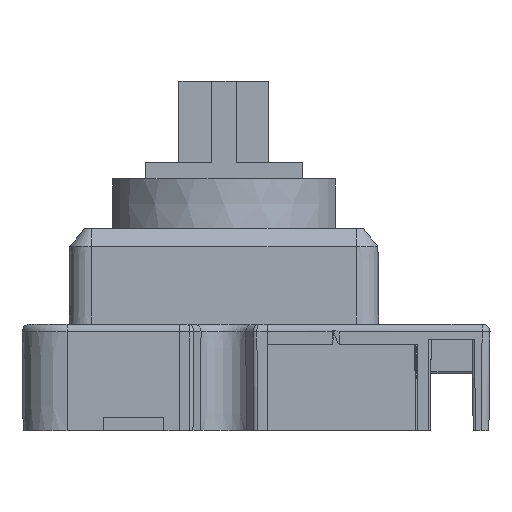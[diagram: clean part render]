
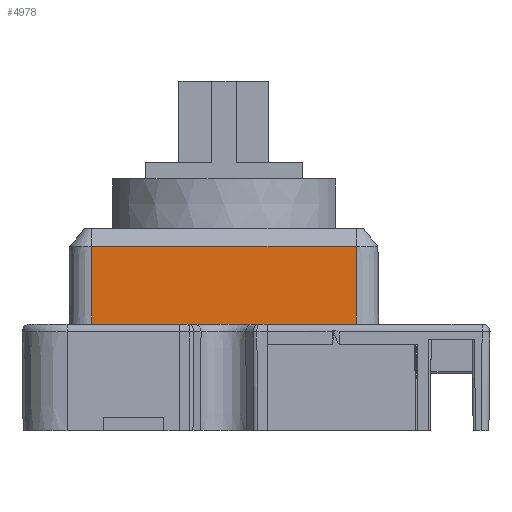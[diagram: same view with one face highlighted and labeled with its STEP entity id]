
A CAD part, left-side view. The second image highlights one B-rep face of the part: STEP entity #4978.
In plain terms, the highlighted planar face has unit normal (-1, 0, 0.009).
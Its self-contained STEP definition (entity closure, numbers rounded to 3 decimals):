
#465=FACE_OUTER_BOUND('',#732,.T.);
#732=EDGE_LOOP('',(#3967,#3968,#3969,#3970));
#1003=LINE('',#7812,#1550);
#1213=LINE('',#8667,#1760);
#1233=LINE('',#8717,#1780);
#1235=LINE('',#8720,#1782);
#1550=VECTOR('',#5816,1000.);
#1760=VECTOR('',#6296,1000.);
#1780=VECTOR('',#6358,10.);
#1782=VECTOR('',#6362,1000.);
#2124=VERTEX_POINT('',#7809);
#2125=VERTEX_POINT('',#7811);
#2317=VERTEX_POINT('',#8665);
#2324=VERTEX_POINT('',#8695);
#2628=EDGE_CURVE('',#2124,#2125,#1003,.T.);
#2915=EDGE_CURVE('',#2317,#2124,#1213,.T.);
#2941=EDGE_CURVE('',#2317,#2324,#1233,.T.);
#2943=EDGE_CURVE('',#2125,#2324,#1235,.T.);
#3967=ORIENTED_EDGE('',*,*,#2941,.T.);
#3968=ORIENTED_EDGE('',*,*,#2943,.F.);
#3969=ORIENTED_EDGE('',*,*,#2628,.F.);
#3970=ORIENTED_EDGE('',*,*,#2915,.F.);
#4772=PLANE('',#5373);
#4978=ADVANCED_FACE('',(#465),#4772,.F.);
#5373=AXIS2_PLACEMENT_3D('',#8867,#6403,#6404);
#5816=DIRECTION('',(0.,1.,0.));
#6296=DIRECTION('',(-0.009,0.,-1.));
#6358=DIRECTION('',(0.,1.,0.));
#6362=DIRECTION('',(0.009,0.,1.));
#6403=DIRECTION('center_axis',(1.,0.,-0.009));
#6404=DIRECTION('ref_axis',(-0.009,0.,-1.));
#7809=CARTESIAN_POINT('',(-6.75,-4.45,4.75));
#7811=CARTESIAN_POINT('',(-6.75,7.3,4.75));
#7812=CARTESIAN_POINT('',(-6.75,0.,4.75));
#8665=CARTESIAN_POINT('',(-6.72,-4.45,8.2));
#8667=CARTESIAN_POINT('',(-6.75,-4.45,4.75));
#8695=CARTESIAN_POINT('',(-6.72,7.3,8.2));
#8717=CARTESIAN_POINT('',(-6.72,-5.146,8.2));
#8720=CARTESIAN_POINT('',(-6.75,7.3,4.75));
#8867=CARTESIAN_POINT('Origin',(-6.75,-5.841,4.75));
